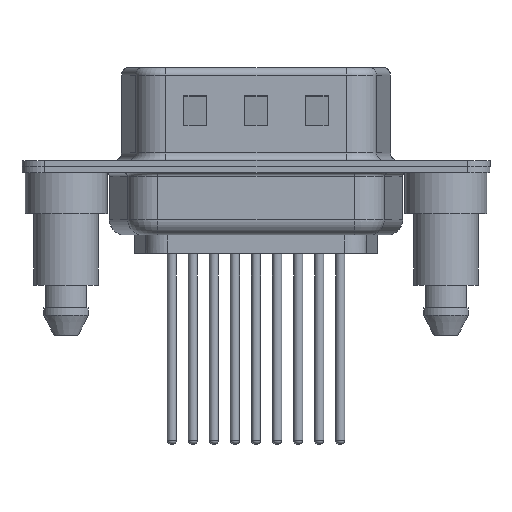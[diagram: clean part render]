
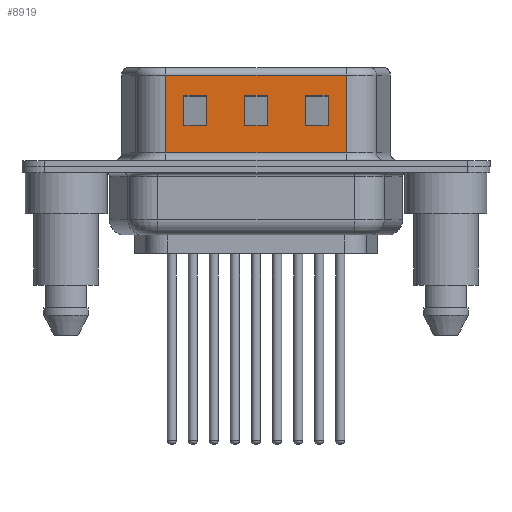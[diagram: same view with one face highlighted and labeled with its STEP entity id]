
A CAD part, front view. The second image highlights one B-rep face of the part: STEP entity #8919.
In plain terms, the highlighted planar face has unit normal (0, -1, 0).
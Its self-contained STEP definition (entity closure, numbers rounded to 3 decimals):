
#126 = EDGE_LOOP ( 'NONE', ( #12643, #7875, #861, #3466 ) ) ;
#157 = ORIENTED_EDGE ( 'NONE', *, *, #9322, .T. ) ;
#198 = EDGE_CURVE ( 'NONE', #6922, #3457, #4658, .T. ) ;
#398 = VERTEX_POINT ( 'NONE', #11191 ) ;
#422 = VERTEX_POINT ( 'NONE', #1723 ) ;
#474 = EDGE_LOOP ( 'NONE', ( #7843, #5947, #4737, #7773 ) ) ;
#505 = CARTESIAN_POINT ( 'NONE',  ( 13.25, -4.55, 6.52 ) ) ;
#564 = VERTEX_POINT ( 'NONE', #10730 ) ;
#733 = VERTEX_POINT ( 'NONE', #13290 ) ;
#763 = LINE ( 'NONE', #4183, #14303 ) ;
#808 = VERTEX_POINT ( 'NONE', #7711 ) ;
#829 = LINE ( 'NONE', #3111, #3539 ) ;
#861 = ORIENTED_EDGE ( 'NONE', *, *, #1677, .T. ) ;
#1043 = VERTEX_POINT ( 'NONE', #12595 ) ;
#1053 = EDGE_CURVE ( 'NONE', #1501, #4317, #4744, .T. ) ;
#1137 = EDGE_LOOP ( 'NONE', ( #14631, #8300, #11450, #13126 ) ) ;
#1501 = VERTEX_POINT ( 'NONE', #3359 ) ;
#1546 = EDGE_CURVE ( 'NONE', #398, #6922, #3205, .T. ) ;
#1609 = VECTOR ( 'NONE', #11866, 1000. ) ;
#1677 = EDGE_CURVE ( 'NONE', #808, #13263, #4997, .T. ) ;
#1710 = CARTESIAN_POINT ( 'NONE',  ( 22.451, -4.55, 4.705 ) ) ;
#1723 = CARTESIAN_POINT ( 'NONE',  ( 13.25, -4.55, 4.705 ) ) ;
#1916 = VERTEX_POINT ( 'NONE', #10447 ) ;
#2176 = VECTOR ( 'NONE', #7497, 1000. ) ;
#2266 = CARTESIAN_POINT ( 'NONE',  ( 14.451, -4.55, 4.705 ) ) ;
#2274 = LINE ( 'NONE', #14001, #1609 ) ;
#2456 = DIRECTION ( 'NONE',  ( 1., 0., 0. ) ) ;
#2511 = EDGE_LOOP ( 'NONE', ( #11053, #12012, #157, #3756 ) ) ;
#2778 = CARTESIAN_POINT ( 'NONE',  ( 18.451, -4.55, 6.52 ) ) ;
#2886 = EDGE_CURVE ( 'NONE', #8556, #5310, #763, .T. ) ;
#2888 = LINE ( 'NONE', #7534, #14050 ) ;
#2895 = CARTESIAN_POINT ( 'NONE',  ( 15.75, -4.55, 4.705 ) ) ;
#2911 = VECTOR ( 'NONE', #10722, 1000. ) ;
#2942 = EDGE_CURVE ( 'NONE', #1916, #398, #2888, .T. ) ;
#3074 = FACE_OUTER_BOUND ( 'NONE', #474, .T. ) ;
#3111 = CARTESIAN_POINT ( 'NONE',  ( 14.451, -4.55, 2.705 ) ) ;
#3205 = LINE ( 'NONE', #12660, #10691 ) ;
#3359 = CARTESIAN_POINT ( 'NONE',  ( 11.75, -4.55, 2.705 ) ) ;
#3409 = VECTOR ( 'NONE', #10025, 1000. ) ;
#3457 = VERTEX_POINT ( 'NONE', #5604 ) ;
#3466 = ORIENTED_EDGE ( 'NONE', *, *, #8567, .T. ) ;
#3539 = VECTOR ( 'NONE', #11194, 1000. ) ;
#3728 = EDGE_CURVE ( 'NONE', #733, #8240, #4848, .T. ) ;
#3756 = ORIENTED_EDGE ( 'NONE', *, *, #1053, .T. ) ;
#4109 = DIRECTION ( 'NONE',  ( 0., 0., -1. ) ) ;
#4183 = CARTESIAN_POINT ( 'NONE',  ( 9.25, -4.55, 6.52 ) ) ;
#4317 = VERTEX_POINT ( 'NONE', #9022 ) ;
#4598 = VECTOR ( 'NONE', #14217, 1000. ) ;
#4658 = LINE ( 'NONE', #14108, #4919 ) ;
#4737 = ORIENTED_EDGE ( 'NONE', *, *, #1546, .T. ) ;
#4744 = LINE ( 'NONE', #13738, #6683 ) ;
#4794 = CARTESIAN_POINT ( 'NONE',  ( 6.549, -4.55, 0.9 ) ) ;
#4848 = LINE ( 'NONE', #14223, #11079 ) ;
#4919 = VECTOR ( 'NONE', #2456, 1000. ) ;
#4930 = LINE ( 'NONE', #8425, #2911 ) ;
#4978 = VECTOR ( 'NONE', #13215, 1000. ) ;
#4997 = LINE ( 'NONE', #9640, #4598 ) ;
#5310 = VERTEX_POINT ( 'NONE', #7916 ) ;
#5533 = CARTESIAN_POINT ( 'NONE',  ( 15.75, -4.55, 6.52 ) ) ;
#5564 = VECTOR ( 'NONE', #10641, 1000. ) ;
#5586 = CARTESIAN_POINT ( 'NONE',  ( 18.451, -4.55, 6.52 ) ) ;
#5604 = CARTESIAN_POINT ( 'NONE',  ( 18.451, -4.55, 0.9 ) ) ;
#5947 = ORIENTED_EDGE ( 'NONE', *, *, #2942, .T. ) ;
#6280 = VECTOR ( 'NONE', #7937, 1000. ) ;
#6436 = CARTESIAN_POINT ( 'NONE',  ( 18.451, -4.55, 4.705 ) ) ;
#6683 = VECTOR ( 'NONE', #9164, 1000. ) ;
#6691 = VECTOR ( 'NONE', #14776, 1000. ) ;
#6922 = VERTEX_POINT ( 'NONE', #4794 ) ;
#7285 = DIRECTION ( 'NONE',  ( 0., 0., -1. ) ) ;
#7350 = EDGE_CURVE ( 'NONE', #8240, #1043, #2274, .T. ) ;
#7497 = DIRECTION ( 'NONE',  ( 0., 0., -1. ) ) ;
#7523 = LINE ( 'NONE', #5533, #6691 ) ;
#7534 = CARTESIAN_POINT ( 'NONE',  ( 18.451, -4.55, 6.02 ) ) ;
#7711 = CARTESIAN_POINT ( 'NONE',  ( 7.75, -4.55, 2.705 ) ) ;
#7773 = ORIENTED_EDGE ( 'NONE', *, *, #198, .T. ) ;
#7783 = LINE ( 'NONE', #505, #6280 ) ;
#7795 = DIRECTION ( 'NONE',  ( 0., 0., 1. ) ) ;
#7843 = ORIENTED_EDGE ( 'NONE', *, *, #8731, .F. ) ;
#7869 = FACE_BOUND ( 'NONE', #126, .T. ) ;
#7875 = ORIENTED_EDGE ( 'NONE', *, *, #11348, .T. ) ;
#7916 = CARTESIAN_POINT ( 'NONE',  ( 9.25, -4.55, 2.705 ) ) ;
#7937 = DIRECTION ( 'NONE',  ( 0., 0., -1. ) ) ;
#8240 = VERTEX_POINT ( 'NONE', #9521 ) ;
#8300 = ORIENTED_EDGE ( 'NONE', *, *, #7350, .T. ) ;
#8425 = CARTESIAN_POINT ( 'NONE',  ( 18.451, -4.55, 2.705 ) ) ;
#8556 = VERTEX_POINT ( 'NONE', #11784 ) ;
#8567 = EDGE_CURVE ( 'NONE', #13263, #8556, #12921, .T. ) ;
#8569 = LINE ( 'NONE', #1710, #4978 ) ;
#8639 = LINE ( 'NONE', #2778, #2176 ) ;
#8731 = EDGE_CURVE ( 'NONE', #1916, #3457, #8639, .T. ) ;
#8874 = LINE ( 'NONE', #6436, #3409 ) ;
#8919 = ADVANCED_FACE ( 'NONE', ( #7869, #9091, #14677, #3074 ), #13671, .F. ) ;
#9022 = CARTESIAN_POINT ( 'NONE',  ( 11.75, -4.55, 4.705 ) ) ;
#9091 = FACE_BOUND ( 'NONE', #1137, .T. ) ;
#9164 = DIRECTION ( 'NONE',  ( 0., 0., 1. ) ) ;
#9267 = VERTEX_POINT ( 'NONE', #2895 ) ;
#9322 = EDGE_CURVE ( 'NONE', #564, #1501, #4930, .T. ) ;
#9521 = CARTESIAN_POINT ( 'NONE',  ( 17.25, -4.55, 2.705 ) ) ;
#9640 = CARTESIAN_POINT ( 'NONE',  ( 7.75, -4.55, 6.52 ) ) ;
#10025 = DIRECTION ( 'NONE',  ( 1., 0., 0. ) ) ;
#10447 = CARTESIAN_POINT ( 'NONE',  ( 18.451, -4.55, 6.02 ) ) ;
#10641 = DIRECTION ( 'NONE',  ( 1., 0., 0. ) ) ;
#10691 = VECTOR ( 'NONE', #11437, 1000. ) ;
#10722 = DIRECTION ( 'NONE',  ( -1., 0., 0. ) ) ;
#10730 = CARTESIAN_POINT ( 'NONE',  ( 13.25, -4.55, 2.705 ) ) ;
#10893 = EDGE_CURVE ( 'NONE', #1043, #9267, #7523, .T. ) ;
#10968 = DIRECTION ( 'NONE',  ( -1., 0., 0. ) ) ;
#11053 = ORIENTED_EDGE ( 'NONE', *, *, #14666, .T. ) ;
#11079 = VECTOR ( 'NONE', #7285, 1000. ) ;
#11191 = CARTESIAN_POINT ( 'NONE',  ( 6.549, -4.55, 6.02 ) ) ;
#11194 = DIRECTION ( 'NONE',  ( -1., 0., 0. ) ) ;
#11348 = EDGE_CURVE ( 'NONE', #5310, #808, #829, .T. ) ;
#11437 = DIRECTION ( 'NONE',  ( 0., 0., -1. ) ) ;
#11450 = ORIENTED_EDGE ( 'NONE', *, *, #10893, .T. ) ;
#11745 = EDGE_CURVE ( 'NONE', #9267, #733, #8569, .T. ) ;
#11784 = CARTESIAN_POINT ( 'NONE',  ( 9.25, -4.55, 4.705 ) ) ;
#11866 = DIRECTION ( 'NONE',  ( -1., 0., 0. ) ) ;
#12012 = ORIENTED_EDGE ( 'NONE', *, *, #13429, .T. ) ;
#12525 = DIRECTION ( 'NONE',  ( 0., 1., 0. ) ) ;
#12595 = CARTESIAN_POINT ( 'NONE',  ( 15.75, -4.55, 2.705 ) ) ;
#12643 = ORIENTED_EDGE ( 'NONE', *, *, #2886, .T. ) ;
#12660 = CARTESIAN_POINT ( 'NONE',  ( 6.549, -4.55, 6.52 ) ) ;
#12921 = LINE ( 'NONE', #2266, #5564 ) ;
#13126 = ORIENTED_EDGE ( 'NONE', *, *, #11745, .T. ) ;
#13215 = DIRECTION ( 'NONE',  ( 1., 0., 0. ) ) ;
#13263 = VERTEX_POINT ( 'NONE', #14306 ) ;
#13290 = CARTESIAN_POINT ( 'NONE',  ( 17.25, -4.55, 4.705 ) ) ;
#13429 = EDGE_CURVE ( 'NONE', #422, #564, #7783, .T. ) ;
#13671 = PLANE ( 'NONE',  #15097 ) ;
#13738 = CARTESIAN_POINT ( 'NONE',  ( 11.75, -4.55, 6.52 ) ) ;
#14001 = CARTESIAN_POINT ( 'NONE',  ( 22.451, -4.55, 2.705 ) ) ;
#14050 = VECTOR ( 'NONE', #10968, 1000. ) ;
#14108 = CARTESIAN_POINT ( 'NONE',  ( 18.451, -4.55, 0.9 ) ) ;
#14217 = DIRECTION ( 'NONE',  ( 0., 0., 1. ) ) ;
#14223 = CARTESIAN_POINT ( 'NONE',  ( 17.25, -4.55, 6.52 ) ) ;
#14303 = VECTOR ( 'NONE', #4109, 1000. ) ;
#14306 = CARTESIAN_POINT ( 'NONE',  ( 7.75, -4.55, 4.705 ) ) ;
#14631 = ORIENTED_EDGE ( 'NONE', *, *, #3728, .T. ) ;
#14666 = EDGE_CURVE ( 'NONE', #4317, #422, #8874, .T. ) ;
#14677 = FACE_BOUND ( 'NONE', #2511, .T. ) ;
#14776 = DIRECTION ( 'NONE',  ( 0., 0., 1. ) ) ;
#15097 = AXIS2_PLACEMENT_3D ( 'NONE', #5586, #12525, #7795 ) ;
